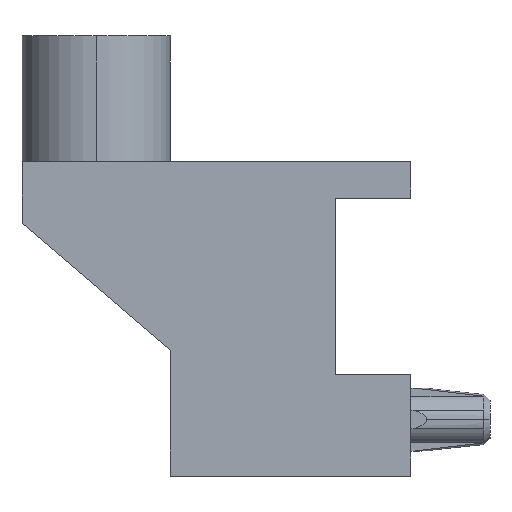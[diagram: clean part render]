
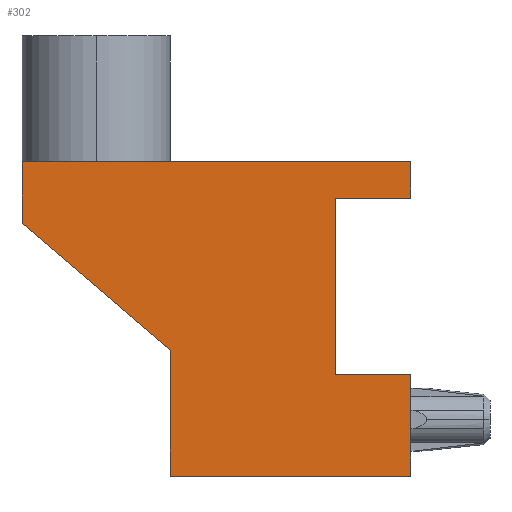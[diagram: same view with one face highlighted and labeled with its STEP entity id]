
A CAD part, left-side view. The second image highlights one B-rep face of the part: STEP entity #302.
In plain terms, the highlighted planar face has unit normal (-1, 0, 0).
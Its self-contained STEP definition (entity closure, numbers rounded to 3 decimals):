
#106 = DIRECTION ( 'NONE',  ( 0., 0., -1. ) ) ;
#124 = CARTESIAN_POINT ( 'NONE',  ( -19.772, -22.338, 5.613 ) ) ;
#148 = VERTEX_POINT ( 'NONE', #756 ) ;
#170 = ORIENTED_EDGE ( 'NONE', *, *, #2347, .F. ) ;
#179 = AXIS2_PLACEMENT_3D ( 'NONE', #303, #1008, #106 ) ;
#218 = EDGE_CURVE ( 'NONE', #1822, #148, #1388, .T. ) ;
#251 = VECTOR ( 'NONE', #2341, 1000. ) ;
#253 = LINE ( 'NONE', #2202, #2016 ) ;
#296 = VERTEX_POINT ( 'NONE', #1700 ) ;
#302 = ADVANCED_FACE ( 'NONE', ( #556 ), #624, .F. ) ;
#303 = CARTESIAN_POINT ( 'NONE',  ( -19.772, -23.862, 6.35 ) ) ;
#368 = LINE ( 'NONE', #1577, #1009 ) ;
#494 = DIRECTION ( 'NONE',  ( 0., 0., 1. ) ) ;
#535 = DIRECTION ( 'NONE',  ( 0., -1., 0. ) ) ;
#556 = FACE_OUTER_BOUND ( 'NONE', #1509, .T. ) ;
#589 = CARTESIAN_POINT ( 'NONE',  ( -19.772, -16.013, 6.35 ) ) ;
#594 = ORIENTED_EDGE ( 'NONE', *, *, #218, .F. ) ;
#611 = EDGE_CURVE ( 'NONE', #2086, #1997, #1296, .T. ) ;
#624 = PLANE ( 'NONE',  #179 ) ;
#658 = EDGE_CURVE ( 'NONE', #1765, #1875, #253, .T. ) ;
#659 = VERTEX_POINT ( 'NONE', #589 ) ;
#677 = LINE ( 'NONE', #1376, #1294 ) ;
#693 = ORIENTED_EDGE ( 'NONE', *, *, #777, .T. ) ;
#730 = VECTOR ( 'NONE', #1619, 1000. ) ;
#756 = CARTESIAN_POINT ( 'NONE',  ( -19.772, -16.013, 5.105 ) ) ;
#759 = VECTOR ( 'NONE', #535, 1000. ) ;
#777 = EDGE_CURVE ( 'NONE', #296, #1765, #1728, .T. ) ;
#805 = VECTOR ( 'NONE', #823, 1000. ) ;
#808 = CARTESIAN_POINT ( 'NONE',  ( -19.772, -23.862, 1.029 ) ) ;
#823 = DIRECTION ( 'NONE',  ( 0., 1., 0. ) ) ;
#867 = EDGE_CURVE ( 'NONE', #2086, #1875, #677, .T. ) ;
#870 = CARTESIAN_POINT ( 'NONE',  ( -19.772, -19.011, 2.54 ) ) ;
#932 = CARTESIAN_POINT ( 'NONE',  ( -19.772, -16.013, 5.105 ) ) ;
#976 = EDGE_CURVE ( 'NONE', #1653, #1822, #368, .T. ) ;
#980 = DIRECTION ( 'NONE',  ( 0., -1., 0. ) ) ;
#992 = DIRECTION ( 'NONE',  ( 0., 0., 1. ) ) ;
#1008 = DIRECTION ( 'NONE',  ( 1., 0., 0. ) ) ;
#1009 = VECTOR ( 'NONE', #494, 1000. ) ;
#1010 = CARTESIAN_POINT ( 'NONE',  ( -19.772, -19.938, 0. ) ) ;
#1060 = EDGE_CURVE ( 'NONE', #659, #148, #1206, .T. ) ;
#1062 = CARTESIAN_POINT ( 'NONE',  ( -19.772, -23.862, 5.982 ) ) ;
#1080 = CARTESIAN_POINT ( 'NONE',  ( -19.772, -23.1, 5.613 ) ) ;
#1108 = ORIENTED_EDGE ( 'NONE', *, *, #658, .T. ) ;
#1157 = VERTEX_POINT ( 'NONE', #2034 ) ;
#1206 = LINE ( 'NONE', #1225, #251 ) ;
#1225 = CARTESIAN_POINT ( 'NONE',  ( -19.772, -16.013, 5.728 ) ) ;
#1294 = VECTOR ( 'NONE', #1593, 1000. ) ;
#1296 = LINE ( 'NONE', #1080, #759 ) ;
#1298 = CARTESIAN_POINT ( 'NONE',  ( -19.772, -19.938, 6.35 ) ) ;
#1314 = LINE ( 'NONE', #1298, #2143 ) ;
#1344 = DIRECTION ( 'NONE',  ( 0., 0.76, 0.65 ) ) ;
#1345 = ORIENTED_EDGE ( 'NONE', *, *, #867, .F. ) ;
#1364 = ORIENTED_EDGE ( 'NONE', *, *, #976, .F. ) ;
#1376 = CARTESIAN_POINT ( 'NONE',  ( -19.772, -22.338, 3.175 ) ) ;
#1388 = LINE ( 'NONE', #932, #2097 ) ;
#1397 = ORIENTED_EDGE ( 'NONE', *, *, #1755, .F. ) ;
#1420 = ORIENTED_EDGE ( 'NONE', *, *, #2172, .T. ) ;
#1509 = EDGE_LOOP ( 'NONE', ( #594, #1364, #1397, #693, #1108, #1345, #1626, #1420, #170, #2134 ) ) ;
#1577 = CARTESIAN_POINT ( 'NONE',  ( -19.772, -19.011, 3.175 ) ) ;
#1593 = DIRECTION ( 'NONE',  ( 0., 0., -1. ) ) ;
#1616 = CARTESIAN_POINT ( 'NONE',  ( -19.772, -23.862, 5.613 ) ) ;
#1619 = DIRECTION ( 'NONE',  ( 0., 0., 1. ) ) ;
#1626 = ORIENTED_EDGE ( 'NONE', *, *, #611, .T. ) ;
#1653 = VERTEX_POINT ( 'NONE', #2223 ) ;
#1665 = LINE ( 'NONE', #1010, #805 ) ;
#1700 = CARTESIAN_POINT ( 'NONE',  ( -19.772, -23.862, 0. ) ) ;
#1726 = CARTESIAN_POINT ( 'NONE',  ( -19.772, -23.862, 2.057 ) ) ;
#1728 = LINE ( 'NONE', #808, #2269 ) ;
#1755 = EDGE_CURVE ( 'NONE', #296, #1653, #1665, .T. ) ;
#1765 = VERTEX_POINT ( 'NONE', #1726 ) ;
#1822 = VERTEX_POINT ( 'NONE', #870 ) ;
#1875 = VERTEX_POINT ( 'NONE', #2298 ) ;
#1980 = LINE ( 'NONE', #1062, #730 ) ;
#1997 = VERTEX_POINT ( 'NONE', #1616 ) ;
#2016 = VECTOR ( 'NONE', #2036, 1000. ) ;
#2034 = CARTESIAN_POINT ( 'NONE',  ( -19.772, -23.862, 6.35 ) ) ;
#2036 = DIRECTION ( 'NONE',  ( 0., 1., 0. ) ) ;
#2086 = VERTEX_POINT ( 'NONE', #124 ) ;
#2097 = VECTOR ( 'NONE', #1344, 1000. ) ;
#2134 = ORIENTED_EDGE ( 'NONE', *, *, #1060, .T. ) ;
#2143 = VECTOR ( 'NONE', #980, 1000. ) ;
#2172 = EDGE_CURVE ( 'NONE', #1997, #1157, #1980, .T. ) ;
#2202 = CARTESIAN_POINT ( 'NONE',  ( -19.772, -23.1, 2.057 ) ) ;
#2223 = CARTESIAN_POINT ( 'NONE',  ( -19.772, -19.011, 0. ) ) ;
#2269 = VECTOR ( 'NONE', #992, 1000. ) ;
#2298 = CARTESIAN_POINT ( 'NONE',  ( -19.772, -22.338, 2.057 ) ) ;
#2341 = DIRECTION ( 'NONE',  ( 0., 0., -1. ) ) ;
#2347 = EDGE_CURVE ( 'NONE', #659, #1157, #1314, .T. ) ;
